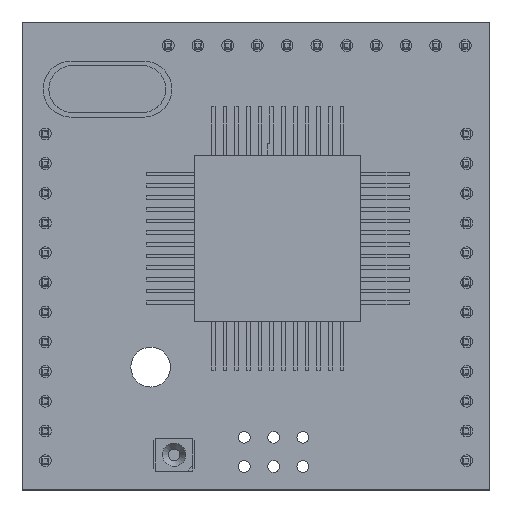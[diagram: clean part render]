
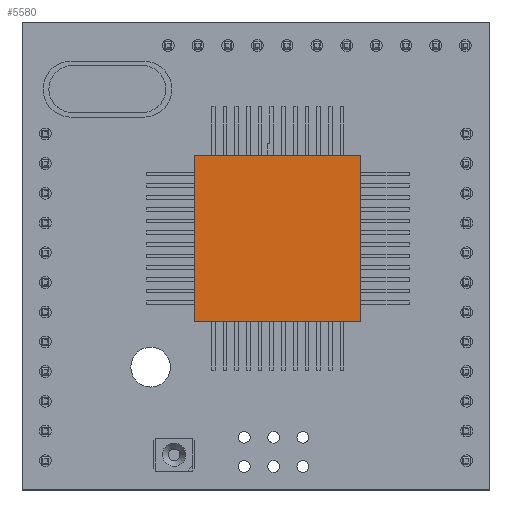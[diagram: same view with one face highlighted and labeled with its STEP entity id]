
A CAD part, top view. The second image highlights one B-rep face of the part: STEP entity #5580.
In plain terms, the highlighted planar face has unit normal (0, 0, 1).
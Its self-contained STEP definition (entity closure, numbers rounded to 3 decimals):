
#5580=ADVANCED_FACE('',(#9063),#9065,.T.);
#9063=FACE_BOUND('',#9064,.T.);
#9064=EDGE_LOOP('',(#12150,#12151,#12152,#12153));
#9065=PLANE('',#9066);
#9066=AXIS2_PLACEMENT_3D('',#9067,#9068,#9069);
#9067=CARTESIAN_POINT('',(0.,0.,3.));
#9068=DIRECTION('',(0.,0.,1.));
#9069=DIRECTION('',(1.,0.,-0.));
#12150=ORIENTED_EDGE('',*,*,#13679,.T.);
#12151=ORIENTED_EDGE('',*,*,#13581,.T.);
#12152=ORIENTED_EDGE('',*,*,#13483,.T.);
#12153=ORIENTED_EDGE('',*,*,#13373,.T.);
#13373=EDGE_CURVE('',#15050,#15048,#15051,.T.);
#13483=EDGE_CURVE('',#15218,#15050,#15219,.T.);
#13581=EDGE_CURVE('',#15365,#15218,#15366,.T.);
#13679=EDGE_CURVE('',#15048,#15365,#15512,.T.);
#15048=VERTEX_POINT('',#18336);
#15050=VERTEX_POINT('',#18340);
#15051=LINE('',#18341,#18342);
#15218=VERTEX_POINT('',#18728);
#15219=LINE('',#18729,#18730);
#15365=VERTEX_POINT('',#19071);
#15366=LINE('',#19072,#19073);
#15512=LINE('',#19414,#19415);
#18336=CARTESIAN_POINT('',(14.2,0.,3.));
#18340=CARTESIAN_POINT('',(0.,0.,3.));
#18341=CARTESIAN_POINT('',(0.,0.,3.));
#18342=VECTOR('',#18343,1.);
#18343=DIRECTION('',(1.,0.,0.));
#18728=CARTESIAN_POINT('',(0.,14.2,3.));
#18729=CARTESIAN_POINT('',(0.,14.2,3.));
#18730=VECTOR('',#18731,1.);
#18731=DIRECTION('',(0.,-1.,0.));
#19071=CARTESIAN_POINT('',(14.2,14.2,3.));
#19072=CARTESIAN_POINT('',(14.2,14.2,3.));
#19073=VECTOR('',#19074,1.);
#19074=DIRECTION('',(-1.,0.,0.));
#19414=CARTESIAN_POINT('',(14.2,0.,3.));
#19415=VECTOR('',#19416,1.);
#19416=DIRECTION('',(0.,1.,0.));
